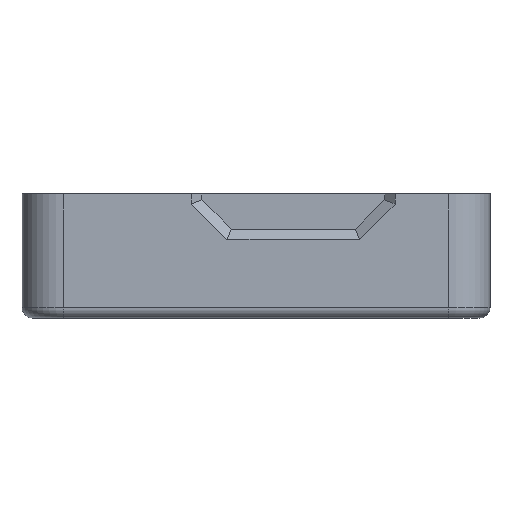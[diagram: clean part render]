
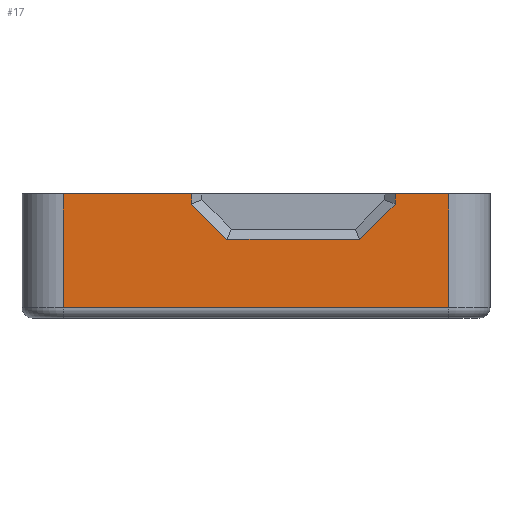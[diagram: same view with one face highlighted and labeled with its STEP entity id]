
A CAD part, left-side view. The second image highlights one B-rep face of the part: STEP entity #17.
In plain terms, the highlighted planar face has unit normal (-1, 0, 0).
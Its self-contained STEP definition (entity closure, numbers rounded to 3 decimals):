
#17 = ADVANCED_FACE('',(#18),#100,.T.);
#18 = FACE_BOUND('',#19,.T.);
#19 = EDGE_LOOP('',(#20,#30,#38,#46,#54,#62,#70,#78,#86,#94));
#20 = ORIENTED_EDGE('',*,*,#21,.F.);
#21 = EDGE_CURVE('',#22,#24,#26,.T.);
#22 = VERTEX_POINT('',#23);
#23 = CARTESIAN_POINT('',(-23.8,9.3,0.5));
#24 = VERTEX_POINT('',#25);
#25 = CARTESIAN_POINT('',(-23.8,9.3,6.));
#26 = LINE('',#27,#28);
#27 = CARTESIAN_POINT('',(-23.8,9.3,1.));
#28 = VECTOR('',#29,1.);
#29 = DIRECTION('',(0.,0.,1.));
#30 = ORIENTED_EDGE('',*,*,#31,.T.);
#31 = EDGE_CURVE('',#22,#32,#34,.T.);
#32 = VERTEX_POINT('',#33);
#33 = CARTESIAN_POINT('',(-23.8,-9.3,0.5));
#34 = LINE('',#35,#36);
#35 = CARTESIAN_POINT('',(-23.8,9.3,0.5));
#36 = VECTOR('',#37,1.);
#37 = DIRECTION('',(0.,-1.,0.));
#38 = ORIENTED_EDGE('',*,*,#39,.T.);
#39 = EDGE_CURVE('',#32,#40,#42,.T.);
#40 = VERTEX_POINT('',#41);
#41 = CARTESIAN_POINT('',(-23.8,-9.3,6.));
#42 = LINE('',#43,#44);
#43 = CARTESIAN_POINT('',(-23.8,-9.3,0.));
#44 = VECTOR('',#45,1.);
#45 = DIRECTION('',(0.,0.,1.));
#46 = ORIENTED_EDGE('',*,*,#47,.F.);
#47 = EDGE_CURVE('',#48,#40,#50,.T.);
#48 = VERTEX_POINT('',#49);
#49 = CARTESIAN_POINT('',(-23.8,-6.714,6.));
#50 = LINE('',#51,#52);
#51 = CARTESIAN_POINT('',(-23.8,9.3,6.));
#52 = VECTOR('',#53,1.);
#53 = DIRECTION('',(0.,-1.,0.));
#54 = ORIENTED_EDGE('',*,*,#55,.F.);
#55 = EDGE_CURVE('',#56,#48,#58,.T.);
#56 = VERTEX_POINT('',#57);
#57 = CARTESIAN_POINT('',(-23.8,-6.714,5.507));
#58 = LINE('',#59,#60);
#59 = CARTESIAN_POINT('',(-23.8,-6.714,5.714));
#60 = VECTOR('',#61,1.);
#61 = DIRECTION('',(0.,0.,1.));
#62 = ORIENTED_EDGE('',*,*,#63,.F.);
#63 = EDGE_CURVE('',#64,#56,#66,.T.);
#64 = VERTEX_POINT('',#65);
#65 = CARTESIAN_POINT('',(-23.8,-5.007,3.8));
#66 = LINE('',#67,#68);
#67 = CARTESIAN_POINT('',(-23.8,-5.154,3.946));
#68 = VECTOR('',#69,1.);
#69 = DIRECTION('',(0.,-0.707,0.707));
#70 = ORIENTED_EDGE('',*,*,#71,.F.);
#71 = EDGE_CURVE('',#72,#64,#74,.T.);
#72 = VERTEX_POINT('',#73);
#73 = CARTESIAN_POINT('',(-23.8,1.407,3.8));
#74 = LINE('',#75,#76);
#75 = CARTESIAN_POINT('',(-23.8,1.2,3.8));
#76 = VECTOR('',#77,1.);
#77 = DIRECTION('',(0.,-1.,0.));
#78 = ORIENTED_EDGE('',*,*,#79,.T.);
#79 = EDGE_CURVE('',#72,#80,#82,.T.);
#80 = VERTEX_POINT('',#81);
#81 = CARTESIAN_POINT('',(-23.8,3.114,5.507));
#82 = LINE('',#83,#84);
#83 = CARTESIAN_POINT('',(-23.8,1.554,3.946));
#84 = VECTOR('',#85,1.);
#85 = DIRECTION('',(0.,0.707,0.707));
#86 = ORIENTED_EDGE('',*,*,#87,.T.);
#87 = EDGE_CURVE('',#80,#88,#90,.T.);
#88 = VERTEX_POINT('',#89);
#89 = CARTESIAN_POINT('',(-23.8,3.114,6.));
#90 = LINE('',#91,#92);
#91 = CARTESIAN_POINT('',(-23.8,3.114,5.714));
#92 = VECTOR('',#93,1.);
#93 = DIRECTION('',(0.,0.,1.));
#94 = ORIENTED_EDGE('',*,*,#95,.F.);
#95 = EDGE_CURVE('',#24,#88,#96,.T.);
#96 = LINE('',#97,#98);
#97 = CARTESIAN_POINT('',(-23.8,9.3,6.));
#98 = VECTOR('',#99,1.);
#99 = DIRECTION('',(0.,-1.,0.));
#100 = PLANE('',#101);
#101 = AXIS2_PLACEMENT_3D('',#102,#103,#104);
#102 = CARTESIAN_POINT('',(-23.8,0.,3.));
#103 = DIRECTION('',(-1.,-0.,-0.));
#104 = DIRECTION('',(0.,0.,-1.));
